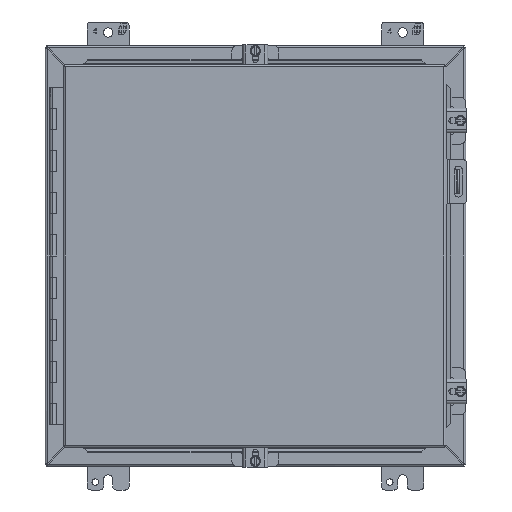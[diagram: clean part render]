
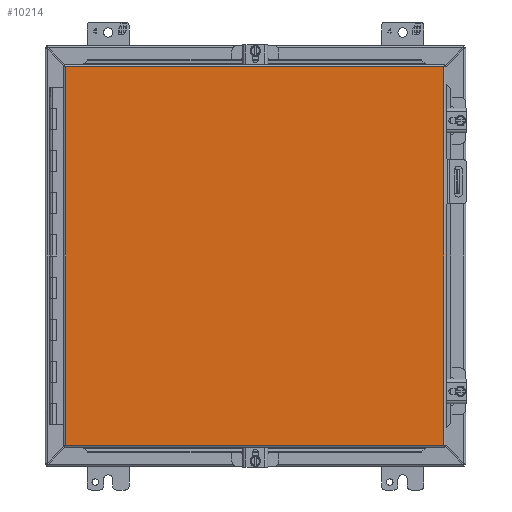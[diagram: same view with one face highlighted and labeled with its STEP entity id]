
A CAD part, front view. The second image highlights one B-rep face of the part: STEP entity #10214.
In plain terms, the highlighted planar face has unit normal (0, -1, 0).
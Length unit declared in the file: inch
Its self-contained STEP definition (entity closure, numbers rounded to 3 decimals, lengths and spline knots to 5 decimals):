
#1659 = DIRECTION ( 'NONE',  ( 0., 0., -1. ) ) ;
#3201 = ORIENTED_EDGE ( 'NONE', *, *, #38161, .F. ) ;
#4041 = LINE ( 'NONE', #18409, #38143 ) ;
#5104 = ORIENTED_EDGE ( 'NONE', *, *, #35611, .F. ) ;
#5704 = DIRECTION ( 'NONE',  ( 0., 0., 1. ) ) ;
#7063 = CARTESIAN_POINT ( 'NONE',  ( 8.955, -9.21, -8.9945 ) ) ;
#7576 = LINE ( 'NONE', #22430, #47505 ) ;
#8472 = CARTESIAN_POINT ( 'NONE',  ( -9.017, -9.21, -8.9945 ) ) ;
#8944 = PLANE ( 'NONE',  #20678 ) ;
#9095 = DIRECTION ( 'NONE',  ( 0., 0., -1. ) ) ;
#10067 = VECTOR ( 'NONE', #14685, 39.37008 ) ;
#10214 = ADVANCED_FACE ( 'NONE', ( #12127 ), #8944, .T. ) ;
#12127 = FACE_OUTER_BOUND ( 'NONE', #17269, .T. ) ;
#12774 = ORIENTED_EDGE ( 'NONE', *, *, #38944, .F. ) ;
#14175 = EDGE_CURVE ( 'NONE', #16559, #39041, #33892, .T. ) ;
#14571 = CARTESIAN_POINT ( 'NONE',  ( -9.017, -9.21, 8.9945 ) ) ;
#14685 = DIRECTION ( 'NONE',  ( 1., 0., 0. ) ) ;
#15921 = LINE ( 'NONE', #22984, #23020 ) ;
#16559 = VERTEX_POINT ( 'NONE', #14571 ) ;
#17269 = EDGE_LOOP ( 'NONE', ( #5104, #19573, #3201, #12774 ) ) ;
#18409 = CARTESIAN_POINT ( 'NONE',  ( -9.017, -9.21, -8.9945 ) ) ;
#19573 = ORIENTED_EDGE ( 'NONE', *, *, #14175, .F. ) ;
#20367 = VERTEX_POINT ( 'NONE', #40582 ) ;
#20678 = AXIS2_PLACEMENT_3D ( 'NONE', #8472, #38153, #1659 ) ;
#22430 = CARTESIAN_POINT ( 'NONE',  ( 8.955, -9.21, -8.9945 ) ) ;
#22984 = CARTESIAN_POINT ( 'NONE',  ( 8.955, -9.21, 8.9945 ) ) ;
#23020 = VECTOR ( 'NONE', #9095, 39.37008 ) ;
#27805 = VERTEX_POINT ( 'NONE', #7063 ) ;
#33609 = DIRECTION ( 'NONE',  ( -1., 0., 0. ) ) ;
#33892 = LINE ( 'NONE', #36822, #10067 ) ;
#35611 = EDGE_CURVE ( 'NONE', #39041, #27805, #15921, .T. ) ;
#36822 = CARTESIAN_POINT ( 'NONE',  ( -9.017, -9.21, 8.9945 ) ) ;
#38143 = VECTOR ( 'NONE', #5704, 39.37008 ) ;
#38153 = DIRECTION ( 'NONE',  ( 0., -1., 0. ) ) ;
#38161 = EDGE_CURVE ( 'NONE', #20367, #16559, #4041, .T. ) ;
#38944 = EDGE_CURVE ( 'NONE', #27805, #20367, #7576, .T. ) ;
#39041 = VERTEX_POINT ( 'NONE', #41630 ) ;
#40582 = CARTESIAN_POINT ( 'NONE',  ( -9.017, -9.21, -8.9945 ) ) ;
#41630 = CARTESIAN_POINT ( 'NONE',  ( 8.955, -9.21, 8.9945 ) ) ;
#47505 = VECTOR ( 'NONE', #33609, 39.37008 ) ;
